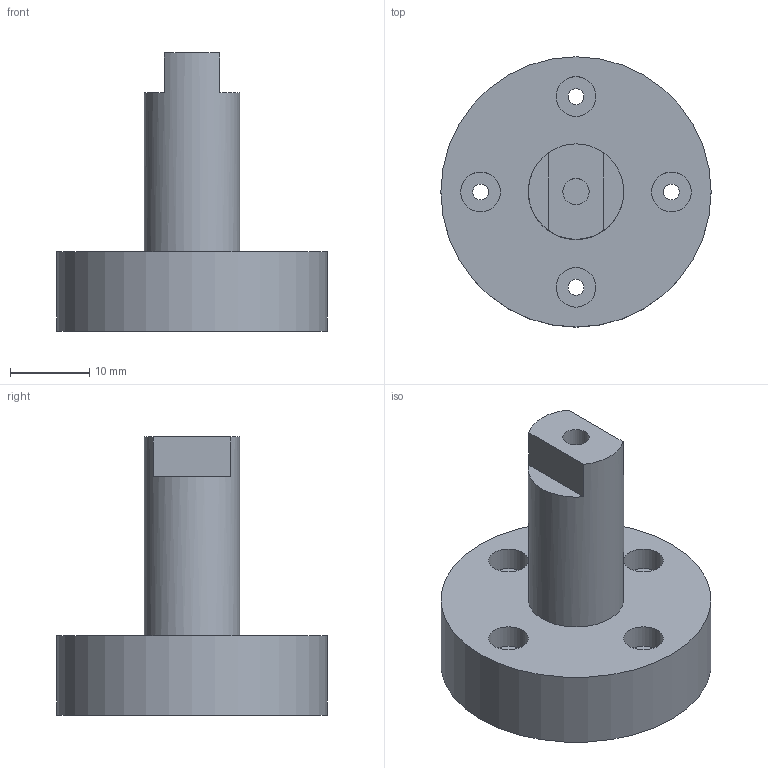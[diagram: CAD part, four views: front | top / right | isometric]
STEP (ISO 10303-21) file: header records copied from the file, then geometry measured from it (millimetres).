
FILE_DESCRIPTION(('FreeCAD Model'),'2;1');
FILE_NAME('Open CASCADE Shape Model','2023-05-06T09:45:18',(''),(''), 'Open CASCADE STEP processor 7.6','FreeCAD','Unknown');
FILE_SCHEMA(('AUTOMOTIVE_DESIGN { 1 0 10303 214 1 1 1 1 }'));
Length unit declared in the file: millimetre
Products named in the file (1): Pocket005
Bounding box: 34 x 34 x 35 mm (x, y, z)
Volume: 7750.1 mm3; surface area: 4715 mm2
Topology: 1 solids, 1 shells, 27 faces, 51 edges, 34 vertices
Faces by surface type: plane 14, cylinder 13
Full cylindrical faces by diameter (mm): 2 x4, 3.3 x1, 5 x4, 12 x2, 30 x1, 34 x1
Entity records: 1409 total; most frequent: CARTESIAN_POINT 265, DIRECTION 224, ORIENTED_EDGE 102, PCURVE 102, DEFINITIONAL_REPRESENTATION 102, LINE 85, VECTOR 85, AXIS2_PLACEMENT_3D 58
